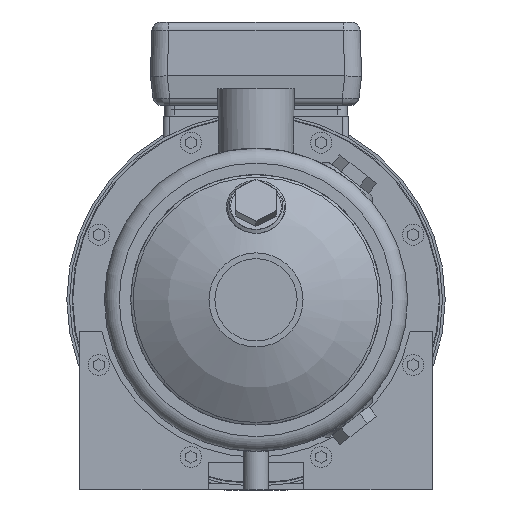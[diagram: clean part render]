
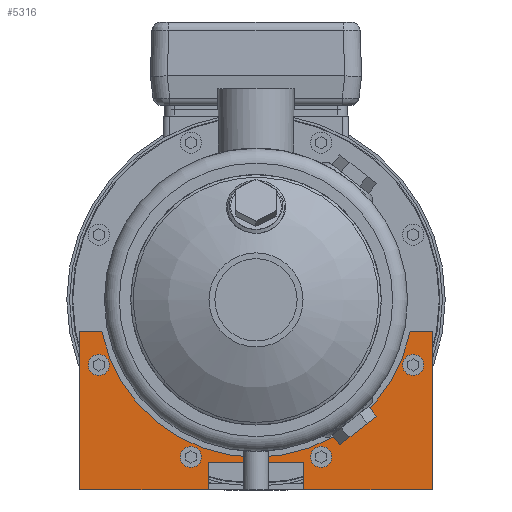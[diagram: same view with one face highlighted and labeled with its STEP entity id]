
A CAD part, left-side view. The second image highlights one B-rep face of the part: STEP entity #5316.
In plain terms, the highlighted face is planar.
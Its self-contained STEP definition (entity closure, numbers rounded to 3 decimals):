
#433=LINE('',#14422,#836);
#435=LINE('',#14426,#838);
#442=LINE('',#14440,#845);
#444=LINE('',#14445,#847);
#454=LINE('',#14465,#857);
#458=LINE('',#14473,#861);
#460=LINE('',#14486,#863);
#461=LINE('',#14489,#864);
#462=LINE('',#14491,#865);
#836=VECTOR('',#8651,1000.);
#838=VECTOR('',#8655,1000.);
#845=VECTOR('',#8664,1000.);
#847=VECTOR('',#8668,1000.);
#857=VECTOR('',#8684,1000.);
#861=VECTOR('',#8688,1000.);
#863=VECTOR('',#8702,1000.);
#864=VECTOR('',#8705,1000.);
#865=VECTOR('',#8706,1000.);
#2257=ORIENTED_EDGE('',*,*,#3105,.F.);
#2258=ORIENTED_EDGE('',*,*,#3106,.F.);
#2259=ORIENTED_EDGE('',*,*,#3107,.F.);
#2260=ORIENTED_EDGE('',*,*,#3108,.F.);
#2261=ORIENTED_EDGE('',*,*,#3109,.F.);
#2262=ORIENTED_EDGE('',*,*,#3098,.F.);
#2263=ORIENTED_EDGE('',*,*,#3078,.T.);
#2264=ORIENTED_EDGE('',*,*,#3076,.T.);
#2265=ORIENTED_EDGE('',*,*,#3110,.F.);
#2266=ORIENTED_EDGE('',*,*,#3085,.T.);
#2267=ORIENTED_EDGE('',*,*,#3087,.F.);
#2268=ORIENTED_EDGE('',*,*,#3102,.F.);
#2269=ORIENTED_EDGE('',*,*,#3111,.F.);
#2270=ORIENTED_EDGE('',*,*,#3112,.F.);
#3076=EDGE_CURVE('',#3620,#3619,#433,.T.);
#3078=EDGE_CURVE('',#3621,#3620,#435,.T.);
#3085=EDGE_CURVE('',#3624,#3626,#442,.T.);
#3087=EDGE_CURVE('',#3628,#3626,#444,.T.);
#3098=EDGE_CURVE('',#3621,#3636,#454,.T.);
#3102=EDGE_CURVE('',#3639,#3628,#458,.T.);
#3105=EDGE_CURVE('',#3641,#3641,#3908,.T.);
#3106=EDGE_CURVE('',#3642,#3642,#3909,.T.);
#3107=EDGE_CURVE('',#3643,#3643,#3910,.T.);
#3108=EDGE_CURVE('',#3644,#3644,#3911,.T.);
#3109=EDGE_CURVE('',#3636,#3645,#460,.T.);
#3110=EDGE_CURVE('',#3624,#3619,#3912,.T.);
#3111=EDGE_CURVE('',#3646,#3639,#461,.T.);
#3112=EDGE_CURVE('',#3645,#3646,#462,.T.);
#3619=VERTEX_POINT('',#14421);
#3620=VERTEX_POINT('',#14423);
#3621=VERTEX_POINT('',#14427);
#3624=VERTEX_POINT('',#14435);
#3626=VERTEX_POINT('',#14439);
#3628=VERTEX_POINT('',#14444);
#3636=VERTEX_POINT('',#14466);
#3639=VERTEX_POINT('',#14472);
#3641=VERTEX_POINT('',#14479);
#3642=VERTEX_POINT('',#14481);
#3643=VERTEX_POINT('',#14483);
#3644=VERTEX_POINT('',#14485);
#3645=VERTEX_POINT('',#14487);
#3646=VERTEX_POINT('',#14490);
#3908=CIRCLE('',#7302,5.);
#3909=CIRCLE('',#7303,5.);
#3910=CIRCLE('',#7304,5.);
#3911=CIRCLE('',#7305,5.);
#3912=CIRCLE('',#7306,74.5);
#4310=EDGE_LOOP('',(#2257));
#4311=EDGE_LOOP('',(#2258));
#4312=EDGE_LOOP('',(#2259));
#4313=EDGE_LOOP('',(#2260));
#4314=EDGE_LOOP('',(#2261,#2262,#2263,#2264,#2265,#2266,#2267,#2268,#2269,
#2270));
#4770=FACE_BOUND('',#4310,.T.);
#4771=FACE_BOUND('',#4311,.T.);
#4772=FACE_BOUND('',#4312,.T.);
#4773=FACE_BOUND('',#4313,.T.);
#4774=FACE_BOUND('',#4314,.T.);
#4991=PLANE('',#7301);
#5316=ADVANCED_FACE('',(#4770,#4771,#4772,#4773,#4774),#4991,.T.);
#7301=AXIS2_PLACEMENT_3D('',#14477,#8692,#8693);
#7302=AXIS2_PLACEMENT_3D('',#14478,#8694,#8695);
#7303=AXIS2_PLACEMENT_3D('',#14480,#8696,#8697);
#7304=AXIS2_PLACEMENT_3D('',#14482,#8698,#8699);
#7305=AXIS2_PLACEMENT_3D('',#14484,#8700,#8701);
#7306=AXIS2_PLACEMENT_3D('',#14488,#8703,#8704);
#8651=DIRECTION('',(0.,-1.,0.));
#8655=DIRECTION('',(0.,0.,1.));
#8664=DIRECTION('',(0.,-1.,0.));
#8668=DIRECTION('',(0.,0.,1.));
#8684=DIRECTION('',(0.,-1.,0.));
#8688=DIRECTION('',(0.,-1.,0.));
#8692=DIRECTION('',(1.,0.,0.));
#8693=DIRECTION('',(0.,0.,-1.));
#8694=DIRECTION('',(1.,0.,0.));
#8695=DIRECTION('',(0.,0.,-1.));
#8696=DIRECTION('',(1.,0.,0.));
#8697=DIRECTION('',(0.,0.,-1.));
#8698=DIRECTION('',(1.,0.,0.));
#8699=DIRECTION('',(0.,0.,-1.));
#8700=DIRECTION('',(1.,0.,0.));
#8701=DIRECTION('',(0.,0.,-1.));
#8702=DIRECTION('',(0.,0.,1.));
#8703=DIRECTION('',(1.,0.,0.));
#8704=DIRECTION('',(0.,0.,-1.));
#8705=DIRECTION('',(0.,0.,-1.));
#8706=DIRECTION('',(0.,-1.,0.));
#14421=CARTESIAN_POINT('',(55.,72.974,75.));
#14422=CARTESIAN_POINT('',(55.,83.5,75.));
#14423=CARTESIAN_POINT('',(55.,83.5,75.));
#14426=CARTESIAN_POINT('',(55.,83.5,0.));
#14427=CARTESIAN_POINT('',(55.,83.5,0.));
#14435=CARTESIAN_POINT('',(55.,-72.974,75.));
#14439=CARTESIAN_POINT('',(55.,-83.5,75.));
#14440=CARTESIAN_POINT('',(55.,83.5,75.));
#14444=CARTESIAN_POINT('',(55.,-83.5,0.));
#14445=CARTESIAN_POINT('',(55.,-83.5,0.));
#14465=CARTESIAN_POINT('',(55.,83.5,0.));
#14466=CARTESIAN_POINT('',(55.,22.5,0.));
#14472=CARTESIAN_POINT('',(55.,-22.5,0.));
#14473=CARTESIAN_POINT('',(55.,83.5,0.));
#14477=CARTESIAN_POINT('',(55.,83.5,0.));
#14478=CARTESIAN_POINT('',(55.,74.372,59.194));
#14479=CARTESIAN_POINT('',(55.,74.372,54.194));
#14480=CARTESIAN_POINT('',(55.,30.806,15.628));
#14481=CARTESIAN_POINT('',(55.,30.806,10.628));
#14482=CARTESIAN_POINT('',(55.,-30.806,15.628));
#14483=CARTESIAN_POINT('',(55.,-30.806,10.628));
#14484=CARTESIAN_POINT('',(55.,-74.372,59.194));
#14485=CARTESIAN_POINT('',(55.,-74.372,54.194));
#14486=CARTESIAN_POINT('',(55.,22.5,0.));
#14487=CARTESIAN_POINT('',(55.,22.5,13.));
#14488=CARTESIAN_POINT('',(55.,0.,90.));
#14489=CARTESIAN_POINT('',(55.,-22.5,0.));
#14490=CARTESIAN_POINT('',(55.,-22.5,13.));
#14491=CARTESIAN_POINT('',(55.,83.5,13.));
